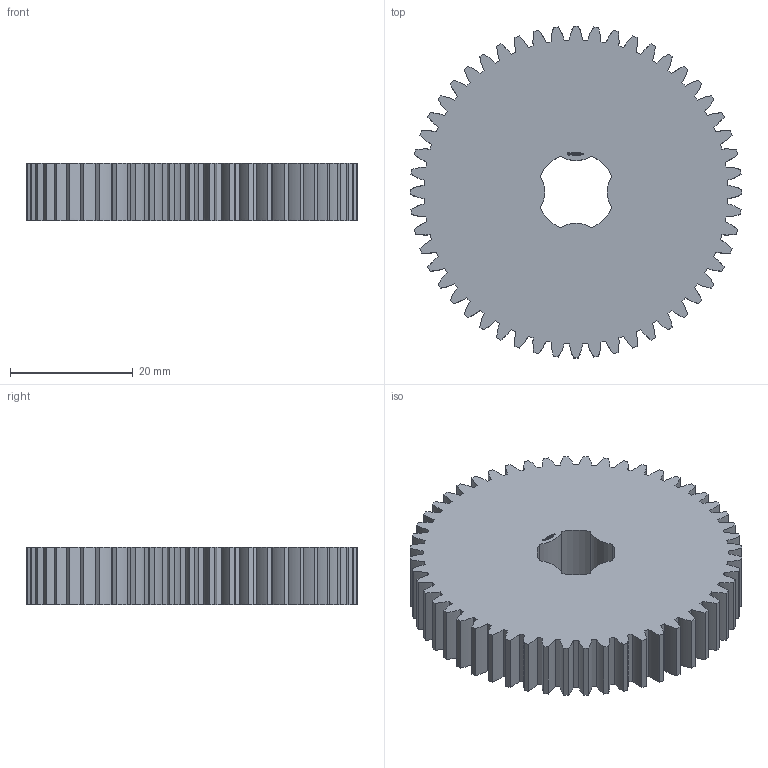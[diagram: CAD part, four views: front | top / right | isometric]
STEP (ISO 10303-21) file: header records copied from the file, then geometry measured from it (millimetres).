
FILE_DESCRIPTION(('FreeCAD Model'),'2;1');
FILE_NAME('Open CASCADE Shape Model','2024-03-10T19:31:49',(''),(''), 'Open CASCADE STEP processor 7.6','FreeCAD','Unknown');
FILE_SCHEMA(('AUTOMOTIVE_DESIGN { 1 0 10303 214 1 1 1 1 }'));
Products named in the file (1): Gear Wheel PLN TTH52 BU00.75 SFT-SHD - SPN-GWH-0187 (stemfie.org)
Bounding box: 53.99 x 53.99 x 9.38 mm (x, y, z)
Volume: 18760.6 mm3; surface area: 7487 mm2
Topology: 1 solids, 1 shells, 666 faces, 1899 edges, 1266 vertices
Faces by surface type: extrusion 336, plane 322, cylinder 8
Entity records: 60659 total; most frequent: CARTESIAN_POINT 20360, DIRECTION 5367, VECTOR 4657, LINE 4321, ORIENTED_EDGE 3798, PCURVE 3798, DEFINITIONAL_REPRESENTATION 3798, EDGE_CURVE 1899
